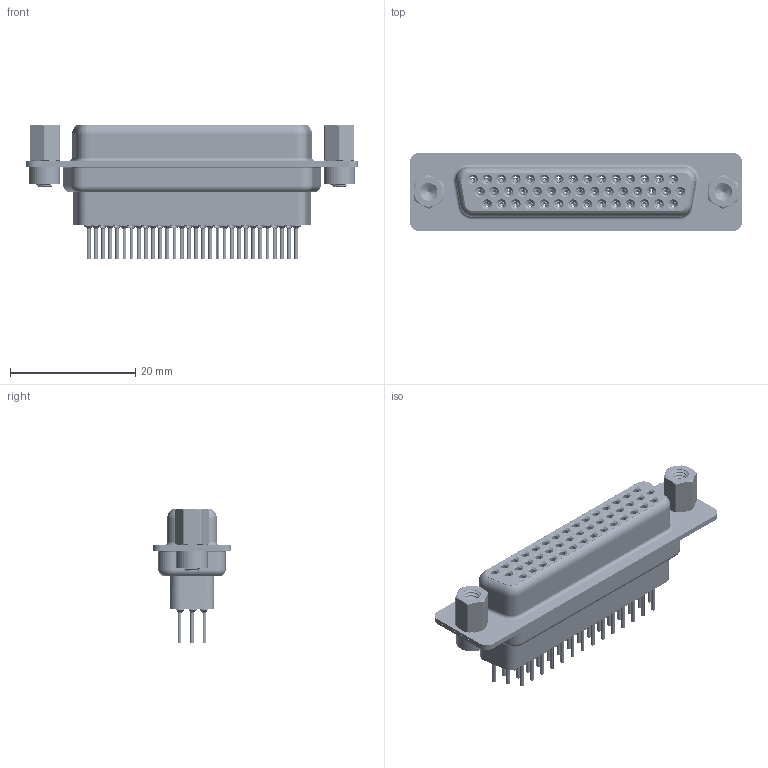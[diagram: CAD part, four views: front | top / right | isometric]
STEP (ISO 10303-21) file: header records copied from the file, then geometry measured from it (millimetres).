
FILE_DESCRIPTION (( 'STEP AP203' ), '1' );
FILE_NAME ('638-044-631-273.STEP', '2020-07-19T00:16:45', ( '' ), ( '' ), 'SwSTEP 2.0', 'SolidWorks 2020', '' );
FILE_SCHEMA (( 'CONFIG_CONTROL_DESIGN' ));
Length unit declared in the file: millimetre
Products named in the file (9): 638 Contact Row 3_31; 638 Contact Row 2_31; 638 Shell Rear_44 Contacts; 638 Contact Row 1_31; 638-044-631-273; 638 Housing_44 Contacts HP; 638 4-40 Threaded Rivet; 638 4-40 Hex Standoff; 638 Shell Front_44 Contacts
Assembly tree (51 placements, depth 2):
  638-044-631-273
    638 Housing_44 Contacts HP
    638 Shell Front_44 Contacts
    638 Shell Rear_44 Contacts
    638 Contact Row 1_31  x15
    638 Contact Row 2_31  x15
    638 Contact Row 3_31  x14
    638 4-40 Threaded Rivet  x2
    638 4-40 Hex Standoff  x2
Bounding box: 53.04 x 12.6 x 21.5 mm (x, y, z)
Volume: 4196.1 mm3; surface area: 15834.7 mm2
Topology: 51 solids, 51 shells, 5817 faces, 14937 edges, 9321 vertices
Faces by surface type: cylinder 1661, plane 1453, torus 1113, bspline 898, cone 692
Entity records: 44501 total; most frequent: CARTESIAN_POINT 14045, DIRECTION 6215, ORIENTED_EDGE 5738, EDGE_CURVE 2869, AXIS2_PLACEMENT_3D 2609, VERTEX_POINT 1817, EDGE_LOOP 1456, CIRCLE 1413
